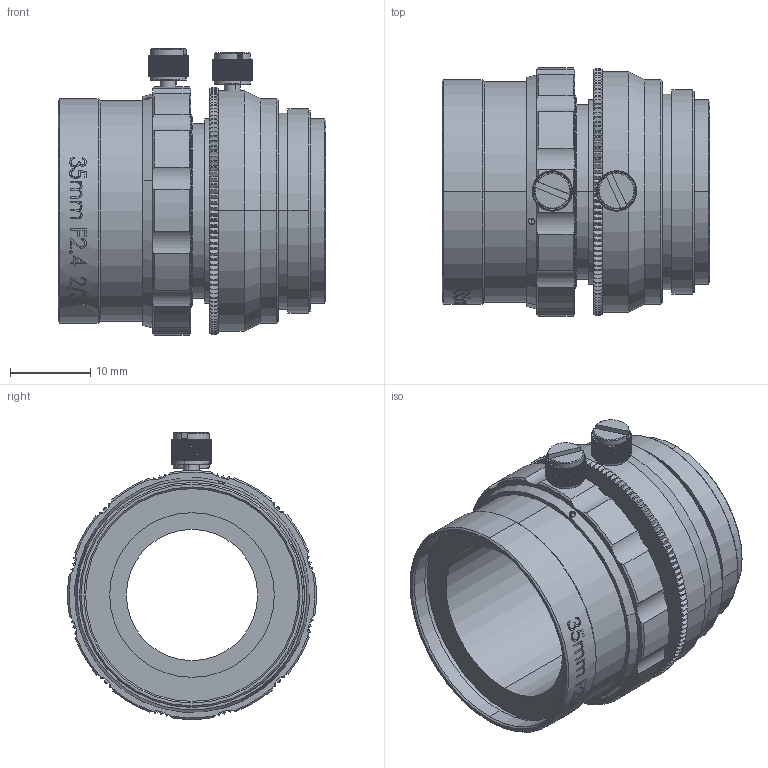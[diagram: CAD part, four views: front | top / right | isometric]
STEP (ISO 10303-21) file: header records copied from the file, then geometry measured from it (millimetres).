
FILE_DESCRIPTION (( 'STEP AP203' ), '1' );
FILE_NAME ('2_3-3524 3D.STEP', '2021-09-13T06:55:25', ( '' ), ( '' ), 'SwSTEP 2.0', 'SolidWorks 2016', '' );
FILE_SCHEMA (( 'CONFIG_CONTROL_DESIGN' ));
Length unit declared in the file: millimetre
Products named in the file (5): 嫖擊坶踡隊_V1(1); 2_3-3524 3D; 噩芠; 嫖擊覃誹遠; 潠眢C諉諳-8.5
Assembly tree (5 placements, depth 2):
  2_3-3524 3D
    噩芠
    潠眢C諉諳-8.5
    嫖擊覃誹遠
    嫖擊坶踡隊_V1(1)  x2
Bounding box: 33.35 x 30.96 x 35.69 mm (x, y, z)
Volume: 10126.6 mm3; surface area: 10299 mm2
Topology: 5 solids, 5 shells, 1846 faces, 4704 edges, 2905 vertices
Faces by surface type: plane 695, cone 664, cylinder 403, bspline 84
Entity records: 53237 total; most frequent: CARTESIAN_POINT 19101, ORIENTED_EDGE 7540, DIRECTION 6421, EDGE_CURVE 3770, AXIS2_PLACEMENT_3D 2505, VERTEX_POINT 2392, EDGE_LOOP 1470, ADVANCED_FACE 1422
